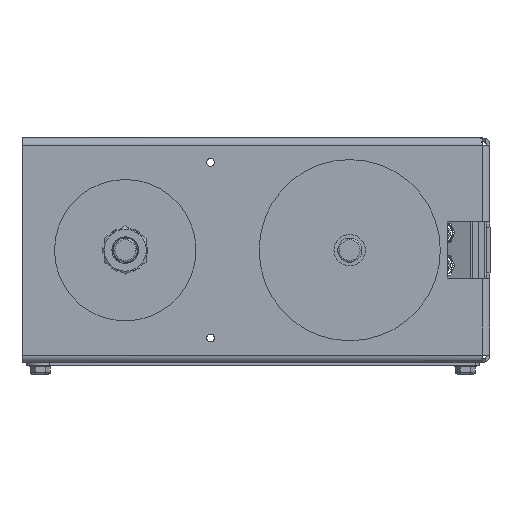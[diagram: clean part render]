
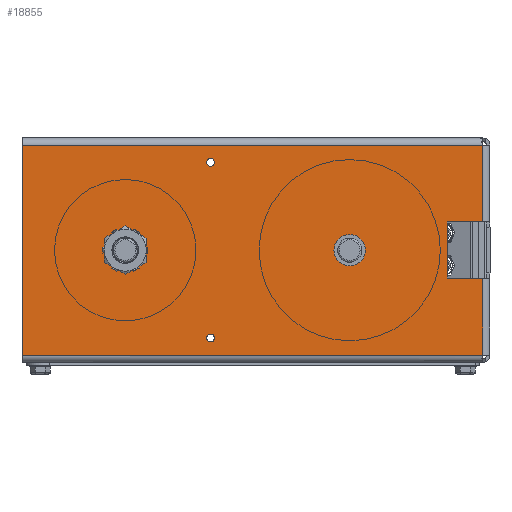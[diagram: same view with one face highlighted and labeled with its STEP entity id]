
A CAD part, front view. The second image highlights one B-rep face of the part: STEP entity #18855.
In plain terms, the highlighted planar face has unit normal (0, -1, 0).
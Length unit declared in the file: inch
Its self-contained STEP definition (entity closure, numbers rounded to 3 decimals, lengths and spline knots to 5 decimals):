
#590=FACE_BOUND('',#2797,.T.);
#591=FACE_BOUND('',#2798,.T.);
#592=FACE_BOUND('',#2799,.T.);
#593=FACE_BOUND('',#2800,.T.);
#864=CIRCLE('',#20334,0.28);
#866=CIRCLE('',#20337,0.28);
#868=CIRCLE('',#20340,0.07);
#870=CIRCLE('',#20343,0.07);
#1730=FACE_OUTER_BOUND('',#2796,.T.);
#2796=EDGE_LOOP('',(#12680,#12681,#12682,#12683,#12684,#12685,#12686,#12687,
#12688,#12689,#12690,#12691));
#2797=EDGE_LOOP('',(#12692));
#2798=EDGE_LOOP('',(#12693));
#2799=EDGE_LOOP('',(#12694));
#2800=EDGE_LOOP('',(#12695));
#4098=LINE('',#27641,#6036);
#4100=LINE('',#27647,#6038);
#4104=LINE('',#27657,#6042);
#4105=LINE('',#27659,#6043);
#4106=LINE('',#27661,#6044);
#4107=LINE('',#27663,#6045);
#4108=LINE('',#27665,#6046);
#4109=LINE('',#27667,#6047);
#4110=LINE('',#27669,#6048);
#4111=LINE('',#27671,#6049);
#4112=LINE('',#27673,#6050);
#4113=LINE('',#27674,#6051);
#6036=VECTOR('',#22245,0.3937);
#6038=VECTOR('',#22251,0.3937);
#6042=VECTOR('',#22259,0.3937);
#6043=VECTOR('',#22260,0.3937);
#6044=VECTOR('',#22261,0.3937);
#6045=VECTOR('',#22262,0.3937);
#6046=VECTOR('',#22263,0.3937);
#6047=VECTOR('',#22264,0.3937);
#6048=VECTOR('',#22265,0.3937);
#6049=VECTOR('',#22266,0.3937);
#6050=VECTOR('',#22267,0.3937);
#6051=VECTOR('',#22268,0.3937);
#7988=VERTEX_POINT('',#27613);
#7990=VERTEX_POINT('',#27619);
#7992=VERTEX_POINT('',#27625);
#7994=VERTEX_POINT('',#27631);
#7997=VERTEX_POINT('',#27638);
#7998=VERTEX_POINT('',#27640);
#8000=VERTEX_POINT('',#27646);
#8004=VERTEX_POINT('',#27656);
#8005=VERTEX_POINT('',#27658);
#8006=VERTEX_POINT('',#27660);
#8007=VERTEX_POINT('',#27662);
#8008=VERTEX_POINT('',#27664);
#8009=VERTEX_POINT('',#27666);
#8010=VERTEX_POINT('',#27668);
#8011=VERTEX_POINT('',#27670);
#8012=VERTEX_POINT('',#27672);
#9840=EDGE_CURVE('',#7988,#7988,#864,.T.);
#9843=EDGE_CURVE('',#7990,#7990,#866,.T.);
#9846=EDGE_CURVE('',#7992,#7992,#868,.T.);
#9849=EDGE_CURVE('',#7994,#7994,#870,.T.);
#9853=EDGE_CURVE('',#7997,#7998,#4098,.T.);
#9856=EDGE_CURVE('',#8000,#7998,#4100,.T.);
#9861=EDGE_CURVE('',#8004,#7997,#4104,.T.);
#9862=EDGE_CURVE('',#8005,#8004,#4105,.T.);
#9863=EDGE_CURVE('',#8006,#8005,#4106,.T.);
#9864=EDGE_CURVE('',#8007,#8006,#4107,.T.);
#9865=EDGE_CURVE('',#8007,#8008,#4108,.T.);
#9866=EDGE_CURVE('',#8008,#8009,#4109,.T.);
#9867=EDGE_CURVE('',#8009,#8010,#4110,.T.);
#9868=EDGE_CURVE('',#8010,#8011,#4111,.T.);
#9869=EDGE_CURVE('',#8011,#8012,#4112,.T.);
#9870=EDGE_CURVE('',#8012,#8000,#4113,.T.);
#12680=ORIENTED_EDGE('',*,*,#9853,.F.);
#12681=ORIENTED_EDGE('',*,*,#9861,.F.);
#12682=ORIENTED_EDGE('',*,*,#9862,.F.);
#12683=ORIENTED_EDGE('',*,*,#9863,.F.);
#12684=ORIENTED_EDGE('',*,*,#9864,.F.);
#12685=ORIENTED_EDGE('',*,*,#9865,.T.);
#12686=ORIENTED_EDGE('',*,*,#9866,.T.);
#12687=ORIENTED_EDGE('',*,*,#9867,.T.);
#12688=ORIENTED_EDGE('',*,*,#9868,.T.);
#12689=ORIENTED_EDGE('',*,*,#9869,.T.);
#12690=ORIENTED_EDGE('',*,*,#9870,.T.);
#12691=ORIENTED_EDGE('',*,*,#9856,.T.);
#12692=ORIENTED_EDGE('',*,*,#9840,.T.);
#12693=ORIENTED_EDGE('',*,*,#9843,.T.);
#12694=ORIENTED_EDGE('',*,*,#9846,.T.);
#12695=ORIENTED_EDGE('',*,*,#9849,.T.);
#18087=PLANE('',#20350);
#18855=ADVANCED_FACE('',(#1730,#590,#591,#592,#593),#18087,.T.);
#20334=AXIS2_PLACEMENT_3D('',#27614,#22215,#22216);
#20337=AXIS2_PLACEMENT_3D('',#27620,#22222,#22223);
#20340=AXIS2_PLACEMENT_3D('',#27626,#22229,#22230);
#20343=AXIS2_PLACEMENT_3D('',#27632,#22236,#22237);
#20350=AXIS2_PLACEMENT_3D('',#27655,#22257,#22258);
#22215=DIRECTION('center_axis',(0.,1.,0.));
#22216=DIRECTION('ref_axis',(-1.,0.,0.));
#22222=DIRECTION('center_axis',(0.,1.,0.));
#22223=DIRECTION('ref_axis',(-1.,0.,0.));
#22229=DIRECTION('center_axis',(0.,1.,0.));
#22230=DIRECTION('ref_axis',(-1.,0.,0.));
#22236=DIRECTION('center_axis',(0.,1.,0.));
#22237=DIRECTION('ref_axis',(-1.,0.,0.));
#22245=DIRECTION('',(0.,0.,-1.));
#22251=DIRECTION('',(1.,0.,0.));
#22257=DIRECTION('center_axis',(0.,-1.,0.));
#22258=DIRECTION('ref_axis',(0.,0.,-1.));
#22259=DIRECTION('',(1.,0.,0.));
#22260=DIRECTION('',(0.,0.,1.));
#22261=DIRECTION('',(-1.,0.,0.));
#22262=DIRECTION('',(0.,0.,-1.));
#22263=DIRECTION('',(-1.,0.,0.));
#22264=DIRECTION('',(0.,0.,1.));
#22265=DIRECTION('',(-1.,0.,0.));
#22266=DIRECTION('',(0.,0.,1.));
#22267=DIRECTION('',(1.,0.,0.));
#22268=DIRECTION('',(0.,0.,1.));
#27613=CARTESIAN_POINT('',(-2.22,-0.0635,0.));
#27614=CARTESIAN_POINT('Origin',(-2.5,-0.0635,
0.));
#27619=CARTESIAN_POINT('',(-6.22,-0.0635,0.));
#27620=CARTESIAN_POINT('Origin',(-6.5,-0.0635,
0.));
#27625=CARTESIAN_POINT('',(-4.91,-0.0635,-1.565));
#27626=CARTESIAN_POINT('Origin',(-4.98,-0.0635,-1.565));
#27631=CARTESIAN_POINT('',(-4.91,-0.0635,1.565));
#27632=CARTESIAN_POINT('Origin',(-4.98,-0.0635,1.565));
#27638=CARTESIAN_POINT('',(-0.127,-0.0635,1.873));
#27640=CARTESIAN_POINT('',(-0.127,-0.0635,0.505));
#27641=CARTESIAN_POINT('',(-0.127,-0.0635,0.));
#27646=CARTESIAN_POINT('',(-0.76,-0.0635,0.505));
#27647=CARTESIAN_POINT('',(0.,-0.0635,0.505));
#27655=CARTESIAN_POINT('Origin',(0.,-0.0635,0.));
#27656=CARTESIAN_POINT('',(-8.34,-0.0635,1.873));
#27657=CARTESIAN_POINT('',(-0.6063,-0.0635,1.873));
#27658=CARTESIAN_POINT('',(-8.34,-0.0635,-1.873));
#27659=CARTESIAN_POINT('',(-8.34,-0.0635,0.));
#27660=CARTESIAN_POINT('',(-0.127,-0.0635,-1.873));
#27661=CARTESIAN_POINT('',(-0.6063,-0.0635,-1.873));
#27662=CARTESIAN_POINT('',(-0.127,-0.0635,-0.505));
#27663=CARTESIAN_POINT('',(-0.127,-0.0635,0.));
#27664=CARTESIAN_POINT('',(-0.76,-0.0635,-0.505));
#27665=CARTESIAN_POINT('',(0.,-0.0635,-0.505));
#27666=CARTESIAN_POINT('',(-0.76,-0.0635,-0.475));
#27667=CARTESIAN_POINT('',(-0.76,-0.0635,-0.2275));
#27668=CARTESIAN_POINT('',(-0.7635,-0.0635,-0.475));
#27669=CARTESIAN_POINT('',(-0.38175,-0.0635,-0.475));
#27670=CARTESIAN_POINT('',(-0.7635,-0.0635,0.475));
#27671=CARTESIAN_POINT('',(-0.7635,-0.0635,0.2375));
#27672=CARTESIAN_POINT('',(-0.76,-0.0635,0.475));
#27673=CARTESIAN_POINT('',(-0.03175,-0.0635,0.475));
#27674=CARTESIAN_POINT('',(-0.76,-0.0635,0.2275));
